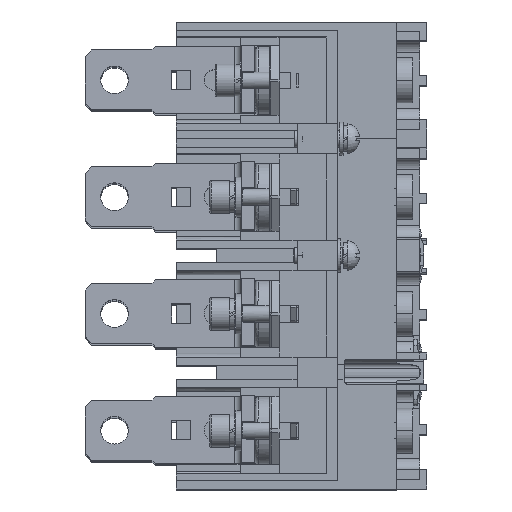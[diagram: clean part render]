
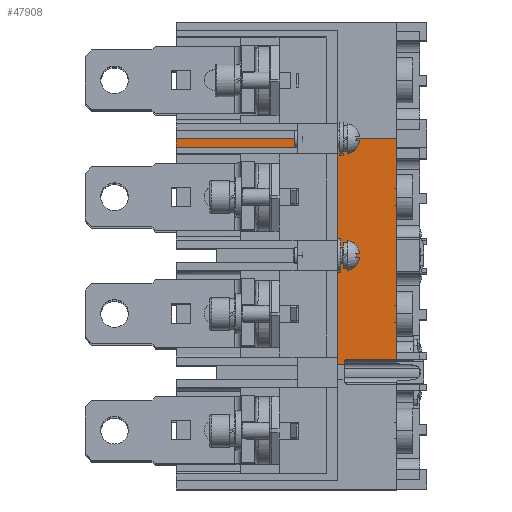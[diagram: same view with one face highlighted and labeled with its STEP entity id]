
A CAD part, top view. The second image highlights one B-rep face of the part: STEP entity #47908.
In plain terms, the highlighted planar face has unit normal (0, 0, 1).
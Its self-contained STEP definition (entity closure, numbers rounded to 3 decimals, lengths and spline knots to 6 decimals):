
#11768=DIRECTION('',(-1.,0.,0.));
#11769=VECTOR('',#11768,0.0147);
#11770=CARTESIAN_POINT('',(0.066,0.03887,-0.0236));
#11771=LINE('',#11770,#11769);
#11825=DIRECTION('',(0.,-1.,0.));
#11826=VECTOR('',#11825,0.000479);
#11827=CARTESIAN_POINT('',(0.0503,0.03787,-0.0236));
#11828=LINE('',#11827,#11826);
#11881=DIRECTION('',(-1.,0.,0.));
#11882=VECTOR('',#11881,0.002);
#11883=CARTESIAN_POINT('',(0.0503,0.037391,-0.0236));
#11884=LINE('',#11883,#11882);
#11897=DIRECTION('',(1.,0.,0.));
#11898=VECTOR('',#11897,0.0483);
#11899=CARTESIAN_POINT('',(0.,0.10246,-0.0236));
#11900=LINE('',#11899,#11898);
#11901=DIRECTION('',(0.,-1.,0.));
#11902=VECTOR('',#11901,0.00254);
#11903=CARTESIAN_POINT('',(0.,0.105,-0.0236));
#11904=LINE('',#11903,#11902);
#11905=DIRECTION('',(-1.,0.,0.));
#11906=VECTOR('',#11905,0.066);
#11907=CARTESIAN_POINT('',(0.066,0.105,-0.0236));
#11908=LINE('',#11907,#11906);
#11909=DIRECTION('',(0.,1.,0.));
#11910=VECTOR('',#11909,0.06613);
#11911=CARTESIAN_POINT('',(0.066,0.03887,-0.0236));
#11912=LINE('',#11911,#11910);
#11913=CARTESIAN_POINT('',(0.0513,0.03787,-0.0236));
#11914=DIRECTION('',(0.,0.,-1.));
#11915=DIRECTION('',(-1.,0.,0.));
#11916=AXIS2_PLACEMENT_3D('',#11913,#11914,#11915);
#11918=DIRECTION('',(0.,-1.,0.));
#11919=VECTOR('',#11918,0.065069);
#11920=CARTESIAN_POINT('',(0.0483,0.10246,-0.0236));
#11921=LINE('',#11920,#11919);
#20770=CARTESIAN_POINT('',(0.066,0.105,-0.0236));
#20771=VERTEX_POINT('',#20770);
#20772=CARTESIAN_POINT('',(0.,0.105,-0.0236));
#20773=VERTEX_POINT('',#20772);
#22541=CARTESIAN_POINT('',(0.066,0.03887,-0.0236));
#22542=VERTEX_POINT('',#22541);
#23123=CARTESIAN_POINT('',(0.,0.10246,-0.0236));
#23124=VERTEX_POINT('',#23123);
#23462=CARTESIAN_POINT('',(0.0483,0.10246,-0.0236));
#23463=VERTEX_POINT('',#23462);
#23464=CARTESIAN_POINT('',(0.0483,0.037391,-0.0236));
#23465=VERTEX_POINT('',#23464);
#23494=CARTESIAN_POINT('',(0.0513,0.03887,-0.0236));
#23495=VERTEX_POINT('',#23494);
#23496=CARTESIAN_POINT('',(0.0503,0.03787,-0.0236));
#23497=VERTEX_POINT('',#23496);
#23498=CARTESIAN_POINT('',(0.0503,0.037391,-0.0236));
#23499=VERTEX_POINT('',#23498);
#47890=CARTESIAN_POINT('',(0.,0.105,-0.0236));
#47891=DIRECTION('',(0.,0.,1.));
#47892=DIRECTION('',(0.,-1.,0.));
#47893=AXIS2_PLACEMENT_3D('',#47890,#47891,#47892);
#47894=PLANE('',#47893);
#47896=ORIENTED_EDGE('',*,*,#47895,.F.);
#47897=ORIENTED_EDGE('',*,*,#42069,.F.);
#47898=ORIENTED_EDGE('',*,*,#39697,.F.);
#47899=ORIENTED_EDGE('',*,*,#42890,.F.);
#47900=ORIENTED_EDGE('',*,*,#47635,.T.);
#47902=ORIENTED_EDGE('',*,*,#47901,.F.);
#47903=ORIENTED_EDGE('',*,*,#47733,.T.);
#47904=ORIENTED_EDGE('',*,*,#47874,.T.);
#47905=ORIENTED_EDGE('',*,*,#43452,.F.);
#47906=EDGE_LOOP('',(#47896,#47897,#47898,#47899,#47900,#47902,#47903,#47904,
#47905));
#47907=FACE_OUTER_BOUND('',#47906,.F.);
#47908=ADVANCED_FACE('',(#47907),#47894,.T.);
#11917=CIRCLE('',#11916,0.001);
#39697=EDGE_CURVE('',#20771,#20773,#11908,.T.);
#42069=EDGE_CURVE('',#20773,#23124,#11904,.T.);
#42890=EDGE_CURVE('',#22542,#20771,#11912,.T.);
#43452=EDGE_CURVE('',#23463,#23465,#11921,.T.);
#47635=EDGE_CURVE('',#22542,#23495,#11771,.T.);
#47733=EDGE_CURVE('',#23497,#23499,#11828,.T.);
#47874=EDGE_CURVE('',#23499,#23465,#11884,.T.);
#47895=EDGE_CURVE('',#23124,#23463,#11900,.T.);
#47901=EDGE_CURVE('',#23497,#23495,#11917,.T.);
